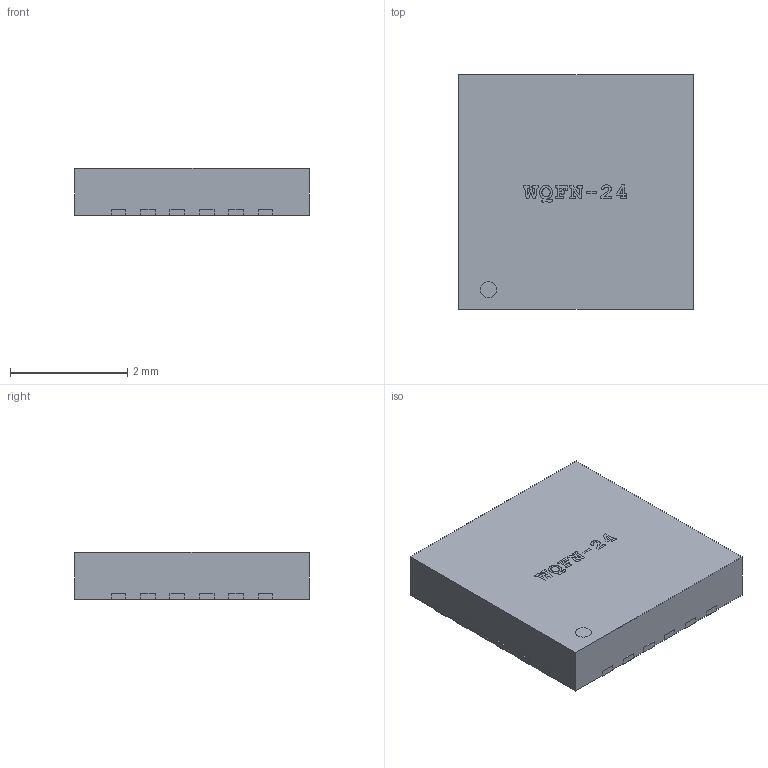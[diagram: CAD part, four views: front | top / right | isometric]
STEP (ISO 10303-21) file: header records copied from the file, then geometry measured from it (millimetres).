
FILE_DESCRIPTION (( 'STEP AP214' ), '1' );
FILE_NAME ('5FCFA562-554D-474B-A4D1-AA4EC4E98AF3.STEP', '2024-08-16T06:45:25', ( '' ), ( '' ), 'SwSTEP 2.0', 'SolidWorks 2022', '' );
FILE_SCHEMA (( 'AUTOMOTIVE_DESIGN' ));
Length unit declared in the file: millimetre
Products named in the file (1): 5FCFA562-554D-474B-A4D1-AA4EC4E98AF3
Bounding box: 4.02 x 4.02 x 0.8 mm (x, y, z)
Surface area: 67.2 mm2
Topology: 26 solids, 26 shells, 167 faces, 454 edges, 349 vertices
Faces by surface type: plane 167
Entity records: 8038 total; most frequent: CARTESIAN_POINT 1717, ORIENTED_EDGE 908, DIRECTION 719, EDGE_CURVE 454, LINE 379, VECTOR 379, VERTEX_POINT 349, UNCERTAINTY_MEASURE_WITH_UNIT 195
